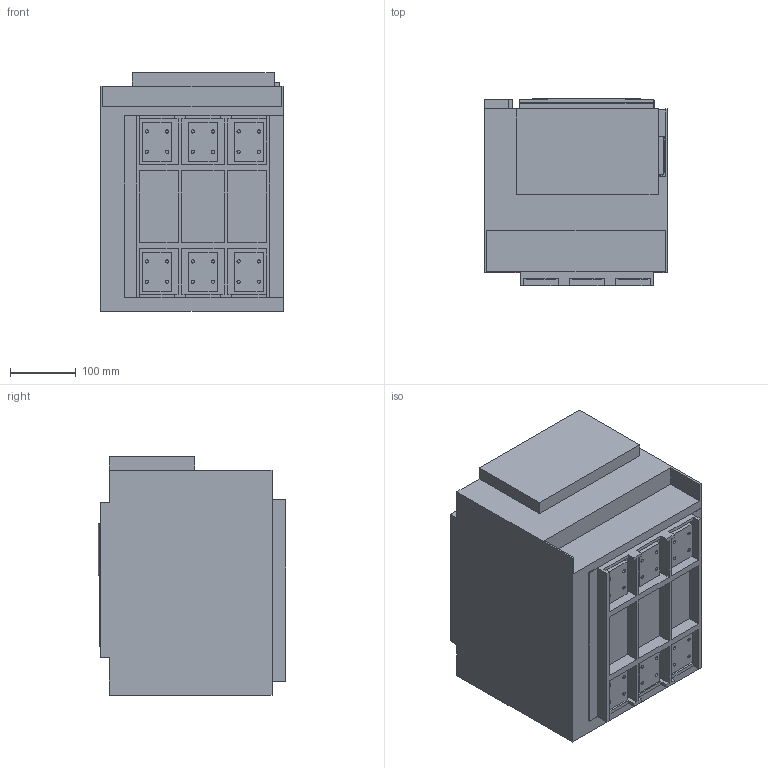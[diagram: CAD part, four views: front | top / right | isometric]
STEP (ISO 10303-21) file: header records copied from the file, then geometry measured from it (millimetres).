
FILE_DESCRIPTION(('CATIA V5 STEP Exchange'),'2;1');
FILE_NAME('1SDH001252R0024_1PA_001_00_E1.2_III_W.stp','2014-03-06T08:10:21+00:00',('none'),('none'),'CATIA Version 5 Release 20 SP 5 (IN-10)','CATIA V5 STEP AP214','none');
FILE_SCHEMA(('AUTOMOTIVE_DESIGN { 1 0 10303 214 1 1 1 1 }'));
Length unit declared in the file: millimetre
Products named in the file (1): 1SDH001252R0024_1PA_001_00_E1.2_III_W
Bounding box: 278 x 285.77 x 363.5 mm (x, y, z)
Volume: 15256762.8 mm3; surface area: 1735980.2 mm2
Topology: 17 solids, 17 shells, 1188 faces, 3263 edges, 2135 vertices
Faces by surface type: plane 812, cylinder 315, torus 43, bspline 9, sphere 9
Entity records: 35758 total; most frequent: CARTESIAN_POINT 7009, ORIENTED_EDGE 6504, DIRECTION 4775, EDGE_CURVE 3252, VECTOR 2517, LINE 2517, VERTEX_POINT 2135, AXIS2_PLACEMENT_3D 1467
